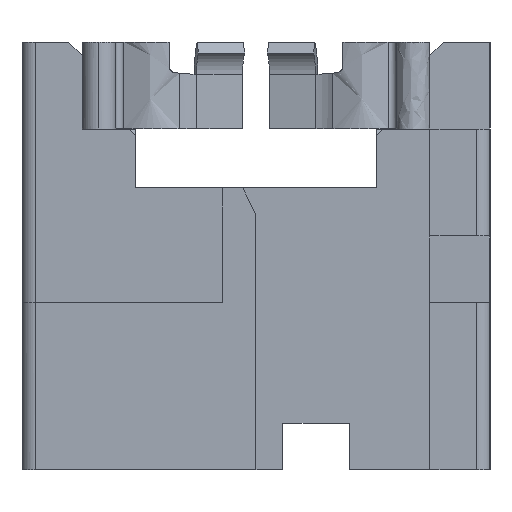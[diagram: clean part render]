
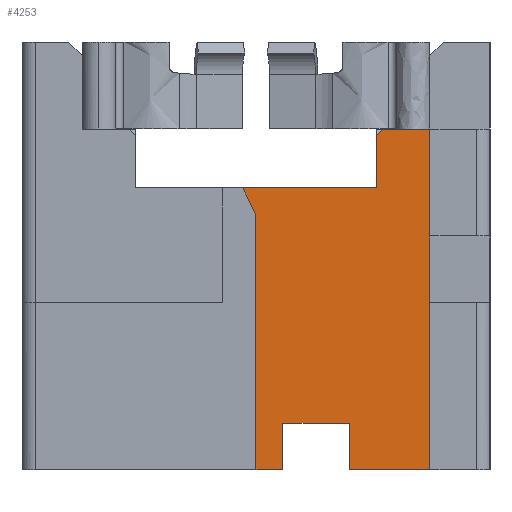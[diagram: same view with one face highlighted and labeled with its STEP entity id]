
A CAD part, left-side view. The second image highlights one B-rep face of the part: STEP entity #4253.
In plain terms, the highlighted planar face has unit normal (-1, 0, 0).
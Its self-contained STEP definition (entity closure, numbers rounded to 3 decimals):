
#431=CARTESIAN_POINT('',(0.85,-1.4,0.));
#432=VERTEX_POINT('',#431);
#442=CARTESIAN_POINT('',(0.85,-1.4,0.7));
#443=VERTEX_POINT('',#442);
#444=CARTESIAN_POINT('',(0.85,-1.4,0.7));
#445=CARTESIAN_POINT('',(0.85,-1.4,0.56));
#446=CARTESIAN_POINT('',(0.85,-1.4,0.42));
#447=CARTESIAN_POINT('',(0.85,-1.4,0.28));
#448=CARTESIAN_POINT('',(0.85,-1.4,0.14));
#449=CARTESIAN_POINT('',(0.85,-1.4,0.));
#450=B_SPLINE_CURVE_WITH_KNOTS('',5,(#444,#445,#446,#447,#448,#449),.UNSPECIFIED.,.F.,.U.,(6,6),(0.,0.7),.UNSPECIFIED.);
#451=EDGE_CURVE('',#443,#432,#450,.T.);
#1279=CARTESIAN_POINT('',(0.85,-0.4,0.7));
#1280=VERTEX_POINT('',#1279);
#1290=CARTESIAN_POINT('',(0.85,-0.4,0.));
#1291=VERTEX_POINT('',#1290);
#1292=CARTESIAN_POINT('',(0.85,-0.4,0.));
#1293=CARTESIAN_POINT('',(0.85,-0.4,0.14));
#1294=CARTESIAN_POINT('',(0.85,-0.4,0.28));
#1295=CARTESIAN_POINT('',(0.85,-0.4,0.42));
#1296=CARTESIAN_POINT('',(0.85,-0.4,0.56));
#1297=CARTESIAN_POINT('',(0.85,-0.4,0.7));
#1298=B_SPLINE_CURVE_WITH_KNOTS('',5,(#1292,#1293,#1294,#1295,#1296,#1297),.UNSPECIFIED.,.F.,.U.,(6,6),(0.,0.7),.UNSPECIFIED.);
#1299=EDGE_CURVE('',#1291,#1280,#1298,.T.);
#1320=CARTESIAN_POINT('',(0.85,-0.4,0.7));
#1321=CARTESIAN_POINT('',(0.85,-0.6,0.7));
#1322=CARTESIAN_POINT('',(0.85,-0.8,0.7));
#1323=CARTESIAN_POINT('',(0.85,-1.,0.7));
#1324=CARTESIAN_POINT('',(0.85,-1.2,0.7));
#1325=CARTESIAN_POINT('',(0.85,-1.4,0.7));
#1326=B_SPLINE_CURVE_WITH_KNOTS('',5,(#1320,#1321,#1322,#1323,#1324,#1325),.UNSPECIFIED.,.F.,.U.,(6,6),(0.,1.),.UNSPECIFIED.);
#1327=EDGE_CURVE('',#1280,#443,#1326,.T.);
#4101=CARTESIAN_POINT('',(0.85,-2.6,2.5));
#4102=VERTEX_POINT('',#4101);
#4103=CARTESIAN_POINT('',(0.85,-2.6,0.));
#4104=VERTEX_POINT('',#4103);
#4105=CARTESIAN_POINT('',(0.85,-2.6,2.5));
#4106=CARTESIAN_POINT('',(0.85,-2.6,2.));
#4107=CARTESIAN_POINT('',(0.85,-2.6,1.5));
#4108=CARTESIAN_POINT('',(0.85,-2.6,1.));
#4109=CARTESIAN_POINT('',(0.85,-2.6,0.5));
#4110=CARTESIAN_POINT('',(0.85,-2.6,0.));
#4111=B_SPLINE_CURVE_WITH_KNOTS('',5,(#4105,#4106,#4107,#4108,#4109,#4110),.UNSPECIFIED.,.F.,.U.,(6,6),(0.,2.5),.UNSPECIFIED.);
#4112=EDGE_CURVE('',#4102,#4104,#4111,.T.);
#4136=CARTESIAN_POINT('',(0.85,-1.2,2.55));
#4137=DIRECTION('',(0.,1.,0.));
#4138=DIRECTION('',(-1.,0.,0.));
#4139=AXIS2_PLACEMENT_3D('',#4136,#4138,#4137);
#4140=PLANE('',#4139);
#4141=CARTESIAN_POINT('',(0.85,-2.6,5.1));
#4142=VERTEX_POINT('',#4141);
#4143=CARTESIAN_POINT('',(0.85,-1.9,5.1));
#4144=VERTEX_POINT('',#4143);
#4145=CARTESIAN_POINT('',(0.85,-2.6,5.1));
#4146=CARTESIAN_POINT('',(0.85,-2.46,5.1));
#4147=CARTESIAN_POINT('',(0.85,-2.32,5.1));
#4148=CARTESIAN_POINT('',(0.85,-2.18,5.1));
#4149=CARTESIAN_POINT('',(0.85,-2.04,5.1));
#4150=CARTESIAN_POINT('',(0.85,-1.9,5.1));
#4151=B_SPLINE_CURVE_WITH_KNOTS('',5,(#4145,#4146,#4147,#4148,#4149,#4150),.UNSPECIFIED.,.F.,.U.,(6,6),(0.,0.7),.UNSPECIFIED.);
#4152=EDGE_CURVE('',#4142,#4144,#4151,.T.);
#4153=ORIENTED_EDGE('',*,*,#4152,.T.);
#4154=CARTESIAN_POINT('',(0.85,-1.8,5.));
#4155=VERTEX_POINT('',#4154);
#4156=CARTESIAN_POINT('',(0.85,-1.9,5.1));
#4157=CARTESIAN_POINT('',(0.85,-1.88,5.08));
#4158=CARTESIAN_POINT('',(0.85,-1.86,5.06));
#4159=CARTESIAN_POINT('',(0.85,-1.84,5.04));
#4160=CARTESIAN_POINT('',(0.85,-1.82,5.02));
#4161=CARTESIAN_POINT('',(0.85,-1.8,5.));
#4162=B_SPLINE_CURVE_WITH_KNOTS('',5,(#4156,#4157,#4158,#4159,#4160,#4161),.UNSPECIFIED.,.F.,.U.,(6,6),(0.,0.141),.UNSPECIFIED.);
#4163=EDGE_CURVE('',#4144,#4155,#4162,.T.);
#4164=ORIENTED_EDGE('',*,*,#4163,.T.);
#4165=CARTESIAN_POINT('',(0.85,-1.8,4.22));
#4166=VERTEX_POINT('',#4165);
#4167=CARTESIAN_POINT('',(0.85,-1.8,5.));
#4168=CARTESIAN_POINT('',(0.85,-1.8,4.844));
#4169=CARTESIAN_POINT('',(0.85,-1.8,4.688));
#4170=CARTESIAN_POINT('',(0.85,-1.8,4.532));
#4171=CARTESIAN_POINT('',(0.85,-1.8,4.376));
#4172=CARTESIAN_POINT('',(0.85,-1.8,4.22));
#4173=B_SPLINE_CURVE_WITH_KNOTS('',5,(#4167,#4168,#4169,#4170,#4171,#4172),.UNSPECIFIED.,.F.,.U.,(6,6),(0.,0.78),.UNSPECIFIED.);
#4174=EDGE_CURVE('',#4155,#4166,#4173,.T.);
#4175=ORIENTED_EDGE('',*,*,#4174,.T.);
#4176=CARTESIAN_POINT('',(0.85,0.2,4.22));
#4177=VERTEX_POINT('',#4176);
#4178=CARTESIAN_POINT('',(0.85,-1.8,4.22));
#4179=CARTESIAN_POINT('',(0.85,-1.4,4.22));
#4180=CARTESIAN_POINT('',(0.85,-1.,4.22));
#4181=CARTESIAN_POINT('',(0.85,-0.6,4.22));
#4182=CARTESIAN_POINT('',(0.85,-0.2,4.22));
#4183=CARTESIAN_POINT('',(0.85,0.2,4.22));
#4184=B_SPLINE_CURVE_WITH_KNOTS('',5,(#4178,#4179,#4180,#4181,#4182,#4183),.UNSPECIFIED.,.F.,.U.,(6,6),(0.,2.),.UNSPECIFIED.);
#4185=EDGE_CURVE('',#4166,#4177,#4184,.T.);
#4186=ORIENTED_EDGE('',*,*,#4185,.T.);
#4187=CARTESIAN_POINT('',(0.85,0.,3.82));
#4188=VERTEX_POINT('',#4187);
#4189=CARTESIAN_POINT('',(0.85,0.2,4.22));
#4190=CARTESIAN_POINT('',(0.85,0.16,4.14));
#4191=CARTESIAN_POINT('',(0.85,0.12,4.06));
#4192=CARTESIAN_POINT('',(0.85,0.08,3.98));
#4193=CARTESIAN_POINT('',(0.85,0.04,3.9));
#4194=CARTESIAN_POINT('',(0.85,0.,3.82));
#4195=B_SPLINE_CURVE_WITH_KNOTS('',5,(#4189,#4190,#4191,#4192,#4193,#4194),.UNSPECIFIED.,.F.,.U.,(6,6),(0.,0.447),.UNSPECIFIED.);
#4196=EDGE_CURVE('',#4177,#4188,#4195,.T.);
#4197=ORIENTED_EDGE('',*,*,#4196,.T.);
#4198=CARTESIAN_POINT('',(0.85,0.,0.));
#4199=VERTEX_POINT('',#4198);
#4200=CARTESIAN_POINT('',(0.85,0.,3.82));
#4201=CARTESIAN_POINT('',(0.85,0.,3.056));
#4202=CARTESIAN_POINT('',(0.85,0.,2.292));
#4203=CARTESIAN_POINT('',(0.85,0.,1.528));
#4204=CARTESIAN_POINT('',(0.85,0.,0.764));
#4205=CARTESIAN_POINT('',(0.85,0.,0.));
#4206=B_SPLINE_CURVE_WITH_KNOTS('',5,(#4200,#4201,#4202,#4203,#4204,#4205),.UNSPECIFIED.,.F.,.U.,(6,6),(0.,3.82),.UNSPECIFIED.);
#4207=EDGE_CURVE('',#4188,#4199,#4206,.T.);
#4208=ORIENTED_EDGE('',*,*,#4207,.T.);
#4209=CARTESIAN_POINT('',(0.85,0.,0.));
#4210=CARTESIAN_POINT('',(0.85,-0.08,0.));
#4211=CARTESIAN_POINT('',(0.85,-0.16,0.));
#4212=CARTESIAN_POINT('',(0.85,-0.24,0.));
#4213=CARTESIAN_POINT('',(0.85,-0.32,0.));
#4214=CARTESIAN_POINT('',(0.85,-0.4,0.));
#4215=B_SPLINE_CURVE_WITH_KNOTS('',5,(#4209,#4210,#4211,#4212,#4213,#4214),.UNSPECIFIED.,.F.,.U.,(6,6),(0.,0.4),.UNSPECIFIED.);
#4216=EDGE_CURVE('',#4199,#1291,#4215,.T.);
#4217=ORIENTED_EDGE('',*,*,#4216,.T.);
#4218=ORIENTED_EDGE('',*,*,#1299,.T.);
#4219=ORIENTED_EDGE('',*,*,#1327,.T.);
#4220=ORIENTED_EDGE('',*,*,#451,.T.);
#4221=CARTESIAN_POINT('',(0.85,-1.4,0.));
#4222=CARTESIAN_POINT('',(0.85,-1.64,0.));
#4223=CARTESIAN_POINT('',(0.85,-1.88,0.));
#4224=CARTESIAN_POINT('',(0.85,-2.12,0.));
#4225=CARTESIAN_POINT('',(0.85,-2.36,0.));
#4226=CARTESIAN_POINT('',(0.85,-2.6,0.));
#4227=B_SPLINE_CURVE_WITH_KNOTS('',5,(#4221,#4222,#4223,#4224,#4225,#4226),.UNSPECIFIED.,.F.,.U.,(6,6),(0.,1.2),.UNSPECIFIED.);
#4228=EDGE_CURVE('',#432,#4104,#4227,.T.);
#4229=ORIENTED_EDGE('',*,*,#4228,.T.);
#4230=ORIENTED_EDGE('',*,*,#4112,.F.);
#4231=CARTESIAN_POINT('',(0.85,-2.6,3.5));
#4232=VERTEX_POINT('',#4231);
#4233=CARTESIAN_POINT('',(0.85,-2.6,2.5));
#4234=CARTESIAN_POINT('',(0.85,-2.6,2.7));
#4235=CARTESIAN_POINT('',(0.85,-2.6,2.9));
#4236=CARTESIAN_POINT('',(0.85,-2.6,3.1));
#4237=CARTESIAN_POINT('',(0.85,-2.6,3.3));
#4238=CARTESIAN_POINT('',(0.85,-2.6,3.5));
#4239=B_SPLINE_CURVE_WITH_KNOTS('',5,(#4233,#4234,#4235,#4236,#4237,#4238),.UNSPECIFIED.,.F.,.U.,(6,6),(0.,1.),.UNSPECIFIED.);
#4240=EDGE_CURVE('',#4102,#4232,#4239,.T.);
#4241=ORIENTED_EDGE('',*,*,#4240,.T.);
#4242=CARTESIAN_POINT('',(0.85,-2.6,3.5));
#4243=CARTESIAN_POINT('',(0.85,-2.6,3.82));
#4244=CARTESIAN_POINT('',(0.85,-2.6,4.14));
#4245=CARTESIAN_POINT('',(0.85,-2.6,4.46));
#4246=CARTESIAN_POINT('',(0.85,-2.6,4.78));
#4247=CARTESIAN_POINT('',(0.85,-2.6,5.1));
#4248=B_SPLINE_CURVE_WITH_KNOTS('',5,(#4242,#4243,#4244,#4245,#4246,#4247),.UNSPECIFIED.,.F.,.U.,(6,6),(0.,1.6),.UNSPECIFIED.);
#4249=EDGE_CURVE('',#4232,#4142,#4248,.T.);
#4250=ORIENTED_EDGE('',*,*,#4249,.T.);
#4251=EDGE_LOOP('',(#4153,#4164,#4175,#4186,#4197,#4208,#4217,#4218,#4219,#4220,#4229,#4230,#4241,#4250));
#4252=FACE_OUTER_BOUND('',#4251,.T.);
#4253=ADVANCED_FACE('',(#4252),#4140,.T.);
